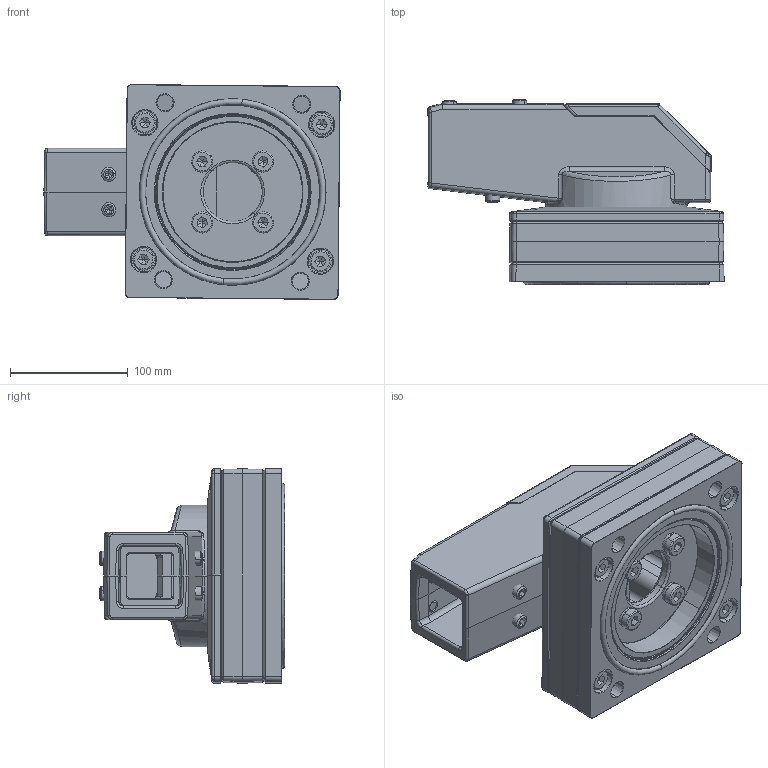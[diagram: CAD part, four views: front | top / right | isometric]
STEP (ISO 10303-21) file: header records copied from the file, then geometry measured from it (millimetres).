
FILE_DESCRIPTION (( 'STEP AP214' ), '1' );
FILE_NAME ('49516600.STEP', '2009-03-24T07:06:42', ( ' ' ), ( '' ), 'SwSTEP 2.0', 'SolidWorks 2008', '' );
FILE_SCHEMA (( 'AUTOMOTIVE_DESIGN' ));
Length unit declared in the file: millimetre
Products named in the file (25): 93057_Standard; 12407_Standard; 93251_Standard; 94649_Standard; 93102_Standard; 83022_Standard; 93100_Standard; 12417_Standard; 82005_D=153; 82134_Standard; 12416_Standard; 12414_Standard; 49516600; 12413_Standard; 82128_Winkel  45 Grad; 12406_Standard; 82114_Flachdichtung 1.5°; 93113_Standard; 93248_Standard; 94645_Standard; 12415_Standard
Assembly tree (55 placements, depth 3):
  49516600
    83022_Standard  x8
    12406_Standard
    12407_Standard  x2
    93102_Standard  x8
    94645_Standard  x2
    93057_Standard  x4
    93251_Standard  x4
    82114_Flachdichtung 1.5°
    93113_Standard  x6
    12413_Standard
      12413_Standard
    94649_Standard
    93248_Standard  x4
    93100_Standard
    12416_Standard
      12416_Standard
    12414_Standard
      12414_Standard
    82128_Winkel  45 Grad
    82005_D=153
    82134_Standard
    12417_Standard  x2
    12415_Standard
      12415_Standard
Bounding box: 251.11 x 157 x 182.22 mm (x, y, z)
Volume: 1891566.3 mm3; surface area: 566115.3 mm2
Topology: 51 solids, 51 shells, 2230 faces, 5141 edges, 3022 vertices
Faces by surface type: plane 823, cylinder 663, torus 296, cone 230, bspline 196, sphere 22
Entity records: 50709 total; most frequent: CARTESIAN_POINT 16686, ORIENTED_EDGE 7070, DIRECTION 6923, EDGE_CURVE 3535, AXIS2_PLACEMENT_3D 2716, VERTEX_POINT 2097, EDGE_LOOP 1648, ADVANCED_FACE 1494
